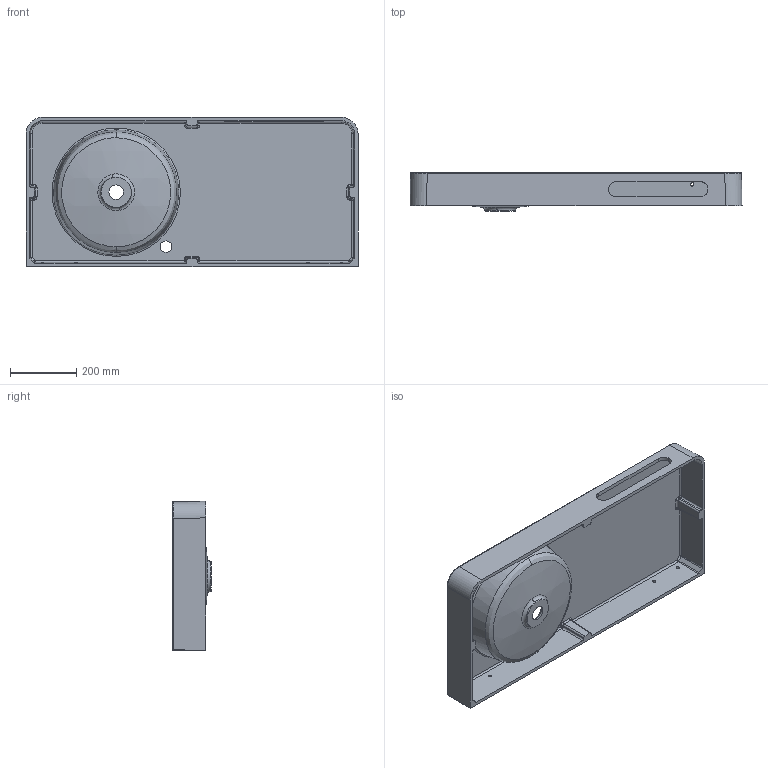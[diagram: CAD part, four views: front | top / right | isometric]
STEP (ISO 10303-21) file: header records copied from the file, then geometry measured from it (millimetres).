
FILE_DESCRIPTION (( 'STEP AP214' ), '1' );
FILE_NAME ('Loop 1000.STEP', '2023-06-26T11:04:43', ( '' ), ( '' ), 'SwSTEP 2.0', 'SolidWorks 2020', '' );
FILE_SCHEMA (( 'AUTOMOTIVE_DESIGN' ));
Length unit declared in the file: millimetre
Products named in the file (1): Loop 1000
Bounding box: 1000 x 117 x 450 mm (x, y, z)
Volume: 8179541 mm3; surface area: 1550621.6 mm2
Topology: 1 solids, 1 shells, 146 faces, 349 edges, 208 vertices
Faces by surface type: cylinder 63, plane 33, bspline 22, sphere 14, cone 10, torus 4
Entity records: 8680 total; most frequent: CARTESIAN_POINT 5527, ORIENTED_EDGE 694, DIRECTION 601, EDGE_CURVE 347, AXIS2_PLACEMENT_3D 221, VERTEX_POINT 208, EDGE_LOOP 165, LINE 159
